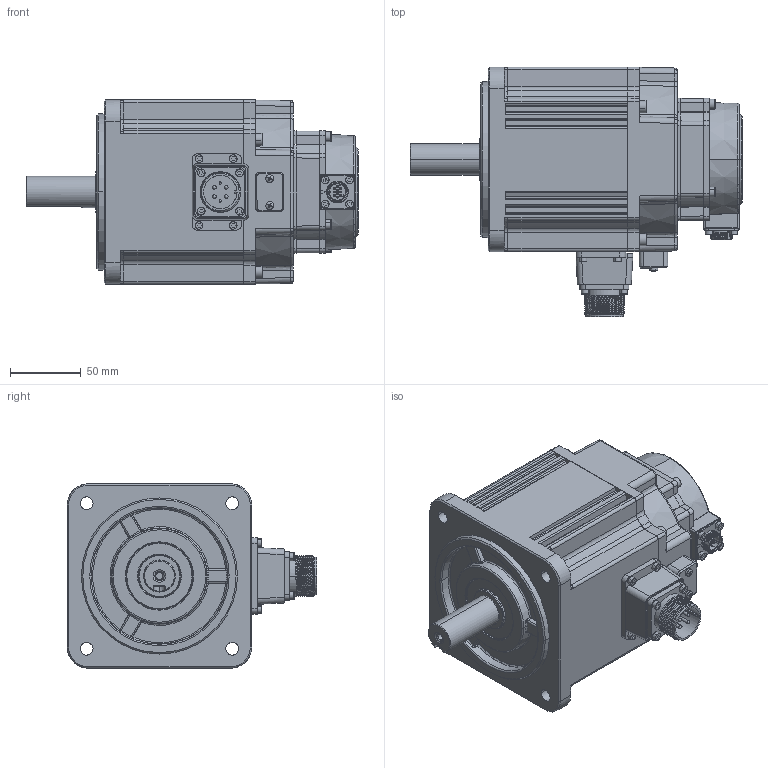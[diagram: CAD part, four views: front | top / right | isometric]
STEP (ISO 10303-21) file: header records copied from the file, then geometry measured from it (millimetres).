
FILE_DESCRIPTION (( 'STEP AP203' ), '1' );
FILE_NAME ('MS6G-130TL20BZ2-41P5.STEP', '2022-12-29T08:22:53', ( '' ), ( '' ), 'SwSTEP 2.0', 'SolidWorks 2016', '' );
FILE_SCHEMA (( 'CONFIG_CONTROL_DESIGN' ));
Length unit declared in the file: millimetre
Products named in the file (1): MS6G-130TL20BZ2-41P5
Bounding box: 234 x 175.9 x 130 mm (x, y, z)
Surface area: 150393.8 mm2 (no closed solid volume)
Topology: 0 solids, 49 shells, 1060 faces, 3239 edges, 2185 vertices
Faces by surface type: plane 402, cylinder 354, bspline 144, torus 88, cone 68, sphere 4
Entity records: 43595 total; most frequent: CARTESIAN_POINT 15991, ORIENTED_EDGE 5645, DIRECTION 5532, EDGE_CURVE 3226, VERTEX_POINT 2185, AXIS2_PLACEMENT_3D 2045, LINE 1442, VECTOR 1442
